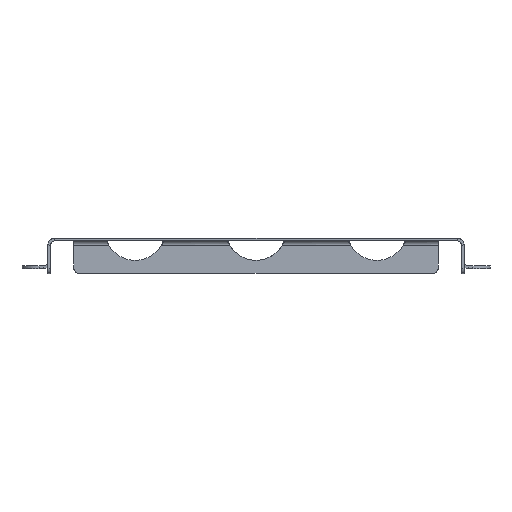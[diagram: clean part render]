
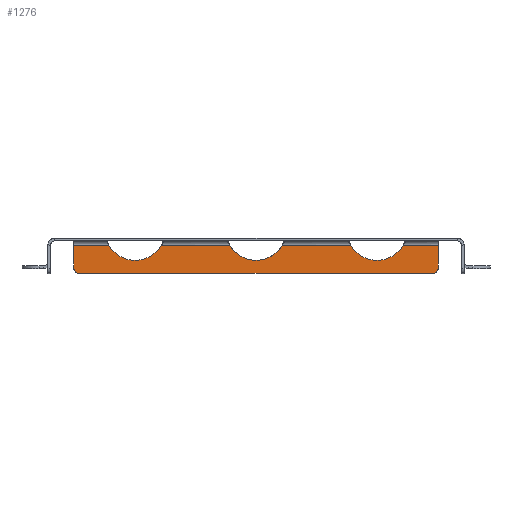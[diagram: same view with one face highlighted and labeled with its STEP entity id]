
A CAD part, front view. The second image highlights one B-rep face of the part: STEP entity #1276.
In plain terms, the highlighted planar face has unit normal (0, -1, 0).
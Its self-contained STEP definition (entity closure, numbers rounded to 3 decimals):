
#797=AXIS2_PLACEMENT_3D('Circle Axis2P3D',#795,#796,$) ;
#854=AXIS2_PLACEMENT_3D('Circle Axis2P3D',#852,#853,$) ;
#1138=AXIS2_PLACEMENT_3D('Circle Axis2P3D',#1136,#1137,$) ;
#1226=AXIS2_PLACEMENT_3D('Plane Axis2P3D',#1223,#1224,#1225) ;
#1237=AXIS2_PLACEMENT_3D('Circle Axis2P3D',#1235,#1236,$) ;
#1254=AXIS2_PLACEMENT_3D('Circle Axis2P3D',#1252,#1253,$) ;
#776=CARTESIAN_POINT('Vertex',(-190.316,-1.5,16.5)) ;
#792=CARTESIAN_POINT('Vertex',(-220.684,-1.5,16.5)) ;
#795=CARTESIAN_POINT('Axis2P3D Location',(-205.5,-1.5,25.2)) ;
#816=CARTESIAN_POINT('Vertex',(-241.,-1.5,16.5)) ;
#832=CARTESIAN_POINT('Vertex',(-241.,-1.5,3.2)) ;
#835=CARTESIAN_POINT('Line Origine',(-241.,-1.5,9.85)) ;
#852=CARTESIAN_POINT('Axis2P3D Location',(-65.5,-1.5,25.2)) ;
#856=CARTESIAN_POINT('Vertex',(-50.316,-1.5,16.5)) ;
#858=CARTESIAN_POINT('Vertex',(-80.684,-1.5,16.5)) ;
#896=CARTESIAN_POINT('Vertex',(-238.,-1.5,0.2)) ;
#912=CARTESIAN_POINT('Vertex',(-33.,-1.5,0.2)) ;
#915=CARTESIAN_POINT('Line Origine',(-135.5,-1.5,0.2)) ;
#932=CARTESIAN_POINT('Line Origine',(-30.,-1.5,9.85)) ;
#936=CARTESIAN_POINT('Vertex',(-30.,-1.5,3.2)) ;
#938=CARTESIAN_POINT('Vertex',(-30.,-1.5,16.5)) ;
#1136=CARTESIAN_POINT('Axis2P3D Location',(-33.,-1.5,3.2)) ;
#1223=CARTESIAN_POINT('Axis2P3D Location',(-254.5,-1.5,19.)) ;
#1228=CARTESIAN_POINT('Line Origine',(-100.5,-1.5,16.5)) ;
#1232=CARTESIAN_POINT('Vertex',(-120.316,-1.5,16.5)) ;
#1235=CARTESIAN_POINT('Axis2P3D Location',(-135.5,-1.5,25.2)) ;
#1239=CARTESIAN_POINT('Vertex',(-150.684,-1.5,16.5)) ;
#1242=CARTESIAN_POINT('Line Origine',(-170.5,-1.5,16.5)) ;
#1247=CARTESIAN_POINT('Line Origine',(-230.842,-1.5,16.5)) ;
#1252=CARTESIAN_POINT('Axis2P3D Location',(-238.,-1.5,3.2)) ;
#1257=CARTESIAN_POINT('Line Origine',(-40.158,-1.5,16.5)) ;
#796=DIRECTION('Axis2P3D Direction',(0.,1.,-0.)) ;
#836=DIRECTION('Vector Direction',(0.,0.,1.)) ;
#853=DIRECTION('Axis2P3D Direction',(0.,1.,-0.)) ;
#916=DIRECTION('Vector Direction',(-1.,0.,0.)) ;
#933=DIRECTION('Vector Direction',(0.,0.,1.)) ;
#1137=DIRECTION('Axis2P3D Direction',(0.,1.,-0.)) ;
#1224=DIRECTION('Axis2P3D Direction',(0.,1.,-0.)) ;
#1225=DIRECTION('Axis2P3D XDirection',(-1.,0.,0.)) ;
#1229=DIRECTION('Vector Direction',(-1.,0.,0.)) ;
#1236=DIRECTION('Axis2P3D Direction',(0.,1.,-0.)) ;
#1243=DIRECTION('Vector Direction',(-1.,0.,0.)) ;
#1248=DIRECTION('Vector Direction',(-1.,0.,0.)) ;
#1253=DIRECTION('Axis2P3D Direction',(0.,1.,-0.)) ;
#1258=DIRECTION('Vector Direction',(-1.,0.,0.)) ;
#837=VECTOR('Line Direction',#836,1.) ;
#917=VECTOR('Line Direction',#916,1.) ;
#934=VECTOR('Line Direction',#933,1.) ;
#1230=VECTOR('Line Direction',#1229,1.) ;
#1244=VECTOR('Line Direction',#1243,1.) ;
#1249=VECTOR('Line Direction',#1248,1.) ;
#1259=VECTOR('Line Direction',#1258,1.) ;
#1263=ORIENTED_EDGE('',*,*,#1234,.T.) ;
#1264=ORIENTED_EDGE('',*,*,#1241,.T.) ;
#1265=ORIENTED_EDGE('',*,*,#1246,.T.) ;
#1266=ORIENTED_EDGE('',*,*,#799,.T.) ;
#1267=ORIENTED_EDGE('',*,*,#1251,.T.) ;
#1268=ORIENTED_EDGE('',*,*,#839,.F.) ;
#1269=ORIENTED_EDGE('',*,*,#1256,.F.) ;
#1270=ORIENTED_EDGE('',*,*,#919,.F.) ;
#1271=ORIENTED_EDGE('',*,*,#1140,.F.) ;
#1272=ORIENTED_EDGE('',*,*,#940,.T.) ;
#1273=ORIENTED_EDGE('',*,*,#1261,.T.) ;
#1274=ORIENTED_EDGE('',*,*,#860,.T.) ;
#1276=ADVANCED_FACE('Koerper.2',(#1275),#1227,.F.) ;
#798=CIRCLE('generated circle',#797,17.5) ;
#855=CIRCLE('generated circle',#854,17.5) ;
#1139=CIRCLE('generated circle',#1138,3.) ;
#1238=CIRCLE('generated circle',#1237,17.5) ;
#1255=CIRCLE('generated circle',#1254,3.) ;
#799=EDGE_CURVE('',#777,#793,#798,.T.) ;
#839=EDGE_CURVE('',#833,#817,#838,.T.) ;
#860=EDGE_CURVE('',#857,#859,#855,.T.) ;
#919=EDGE_CURVE('',#913,#897,#918,.T.) ;
#940=EDGE_CURVE('',#937,#939,#935,.T.) ;
#1140=EDGE_CURVE('',#937,#913,#1139,.T.) ;
#1234=EDGE_CURVE('',#859,#1233,#1231,.T.) ;
#1241=EDGE_CURVE('',#1233,#1240,#1238,.T.) ;
#1246=EDGE_CURVE('',#1240,#777,#1245,.T.) ;
#1251=EDGE_CURVE('',#793,#817,#1250,.T.) ;
#1256=EDGE_CURVE('',#897,#833,#1255,.T.) ;
#1261=EDGE_CURVE('',#939,#857,#1260,.T.) ;
#1262=EDGE_LOOP('',(#1263,#1264,#1265,#1266,#1267,#1268,#1269,#1270,#1271,#1272,#1273,#1274)) ;
#1275=FACE_OUTER_BOUND('',#1262,.T.) ;
#838=LINE('Line',#835,#837) ;
#918=LINE('Line',#915,#917) ;
#935=LINE('Line',#932,#934) ;
#1231=LINE('Line',#1228,#1230) ;
#1245=LINE('Line',#1242,#1244) ;
#1250=LINE('Line',#1247,#1249) ;
#1260=LINE('Line',#1257,#1259) ;
#1227=PLANE('',#1226) ;
#777=VERTEX_POINT('',#776) ;
#793=VERTEX_POINT('',#792) ;
#817=VERTEX_POINT('',#816) ;
#833=VERTEX_POINT('',#832) ;
#857=VERTEX_POINT('',#856) ;
#859=VERTEX_POINT('',#858) ;
#897=VERTEX_POINT('',#896) ;
#913=VERTEX_POINT('',#912) ;
#937=VERTEX_POINT('',#936) ;
#939=VERTEX_POINT('',#938) ;
#1233=VERTEX_POINT('',#1232) ;
#1240=VERTEX_POINT('',#1239) ;
